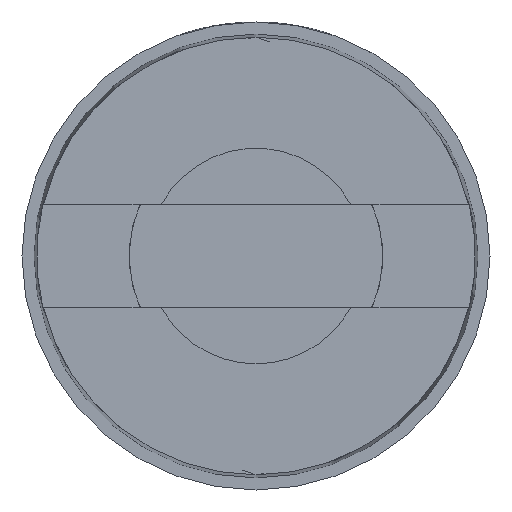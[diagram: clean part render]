
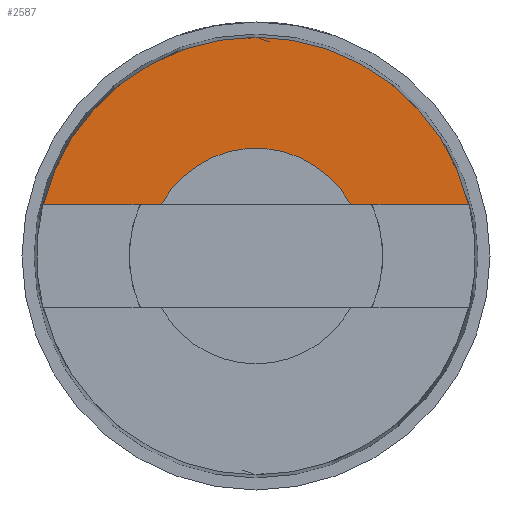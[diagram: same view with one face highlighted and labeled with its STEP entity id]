
A CAD part, front view. The second image highlights one B-rep face of the part: STEP entity #2587.
In plain terms, the highlighted planar face has unit normal (0, -1, 0).
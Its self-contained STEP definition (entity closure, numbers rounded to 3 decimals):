
#72 = DIRECTION ( 'NONE',  ( 0., 1., 0. ) ) ;
#122 = ORIENTED_EDGE ( 'NONE', *, *, #2642, .T. ) ;
#134 = DIRECTION ( 'NONE',  ( 0., -1., 0. ) ) ;
#247 = VERTEX_POINT ( 'NONE', #3291 ) ;
#325 = DIRECTION ( 'NONE',  ( 0., 1., 0. ) ) ;
#350 = LINE ( 'NONE', #3483, #2660 ) ;
#536 = ORIENTED_EDGE ( 'NONE', *, *, #836, .T. ) ;
#602 = DIRECTION ( 'NONE',  ( 0., 0., 1. ) ) ;
#636 = CIRCLE ( 'NONE', #2989, 0.85 ) ;
#640 = ORIENTED_EDGE ( 'NONE', *, *, #2200, .T. ) ;
#641 = CARTESIAN_POINT ( 'NONE',  ( -10., 2., 0.405 ) ) ;
#783 = VERTEX_POINT ( 'NONE', #1155 ) ;
#801 = EDGE_CURVE ( 'NONE', #3155, #2767, #1543, .T. ) ;
#827 = DIRECTION ( 'NONE',  ( 0., 0., -1. ) ) ;
#836 = EDGE_CURVE ( 'NONE', #2678, #2767, #1125, .T. ) ;
#847 = ORIENTED_EDGE ( 'NONE', *, *, #801, .F. ) ;
#869 = PLANE ( 'NONE',  #1859 ) ;
#917 = CARTESIAN_POINT ( 'NONE',  ( 1.677, 2., 0.405 ) ) ;
#924 = CIRCLE ( 'NONE', #3041, 1.725 ) ;
#951 = DIRECTION ( 'NONE',  ( 0., 0., -1. ) ) ;
#1125 = LINE ( 'NONE', #641, #1805 ) ;
#1155 = CARTESIAN_POINT ( 'NONE',  ( -1.677, 2., 0.405 ) ) ;
#1543 = CIRCLE ( 'NONE', #2933, 1.725 ) ;
#1653 = CARTESIAN_POINT ( 'NONE',  ( 0.747, 2., 0.405 ) ) ;
#1660 = ORIENTED_EDGE ( 'NONE', *, *, #1768, .F. ) ;
#1768 = EDGE_CURVE ( 'NONE', #783, #3155, #924, .T. ) ;
#1805 = VECTOR ( 'NONE', #3402, 1000. ) ;
#1835 = DIRECTION ( 'NONE',  ( 1., 0., 0. ) ) ;
#1859 = AXIS2_PLACEMENT_3D ( 'NONE', #2297, #134, #951 ) ;
#1967 = CARTESIAN_POINT ( 'NONE',  ( 0., 2., 0. ) ) ;
#2054 = CARTESIAN_POINT ( 'NONE',  ( 0., 2., 0. ) ) ;
#2200 = EDGE_CURVE ( 'NONE', #247, #2678, #636, .T. ) ;
#2297 = CARTESIAN_POINT ( 'NONE',  ( 0.85, 2., 0. ) ) ;
#2389 = EDGE_LOOP ( 'NONE', ( #122, #640, #536, #847, #1660 ) ) ;
#2551 = FACE_OUTER_BOUND ( 'NONE', #2389, .T. ) ;
#2587 = ADVANCED_FACE ( 'NONE', ( #2551 ), #869, .T. ) ;
#2642 = EDGE_CURVE ( 'NONE', #783, #247, #350, .T. ) ;
#2660 = VECTOR ( 'NONE', #1835, 1000. ) ;
#2678 = VERTEX_POINT ( 'NONE', #1653 ) ;
#2767 = VERTEX_POINT ( 'NONE', #917 ) ;
#2830 = CARTESIAN_POINT ( 'NONE',  ( 0., 2., 1.725 ) ) ;
#2858 = DIRECTION ( 'NONE',  ( 0., 0., 1. ) ) ;
#2933 = AXIS2_PLACEMENT_3D ( 'NONE', #1967, #325, #602 ) ;
#2989 = AXIS2_PLACEMENT_3D ( 'NONE', #3033, #72, #827 ) ;
#3033 = CARTESIAN_POINT ( 'NONE',  ( 0., 2., 0. ) ) ;
#3041 = AXIS2_PLACEMENT_3D ( 'NONE', #2054, #3173, #2858 ) ;
#3155 = VERTEX_POINT ( 'NONE', #2830 ) ;
#3173 = DIRECTION ( 'NONE',  ( 0., 1., 0. ) ) ;
#3291 = CARTESIAN_POINT ( 'NONE',  ( -0.747, 2., 0.405 ) ) ;
#3402 = DIRECTION ( 'NONE',  ( 1., 0., 0. ) ) ;
#3483 = CARTESIAN_POINT ( 'NONE',  ( -10., 2., 0.405 ) ) ;
